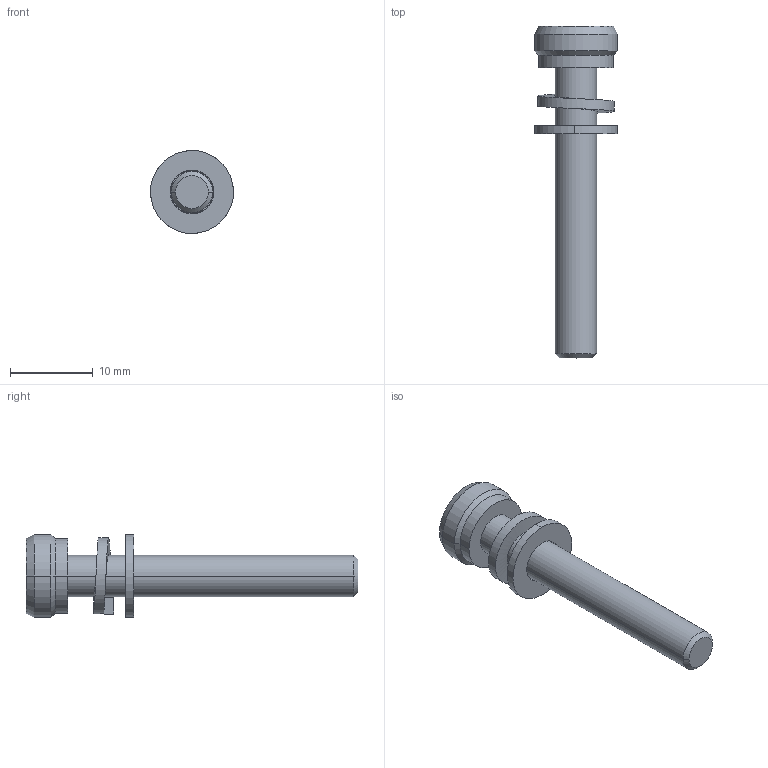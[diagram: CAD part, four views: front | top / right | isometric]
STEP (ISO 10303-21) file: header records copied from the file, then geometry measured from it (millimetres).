
FILE_DESCRIPTION (( 'STEP AP203' ), '1' );
FILE_NAME ('C-1029-TR6-5-35.STEP', '2016-11-29T05:34:08', ( '' ), ( '' ), 'SwSTEP 2.0', 'SolidWorks 2014', '' );
FILE_SCHEMA (( 'CONFIG_CONTROL_DESIGN' ));
Length unit declared in the file: millimetre
Products named in the file (4): C-1029-TR6-5_スプリングワッシャー; C-1029-TR6-5-35; C-1029-TR6-5_ねじ_C-1029-TR6-5-L35; C-1029-TR6-5_平ワッシャー
Assembly tree (3 placements, depth 2):
  C-1029-TR6-5-35
    C-1029-TR6-5_ねじ_C-1029-TR6-5-L35
    C-1029-TR6-5_スプリングワッシャー
    C-1029-TR6-5_平ワッシャー
Bounding box: 10 x 40 x 10 mm (x, y, z)
Volume: 1138.2 mm3; surface area: 1177.8 mm2
Topology: 3 solids, 3 shells, 45 faces, 103 edges, 66 vertices
Faces by surface type: plane 20, cylinder 12, cone 10, bspline 3
Entity records: 1858 total; most frequent: CARTESIAN_POINT 443, DIRECTION 217, ORIENTED_EDGE 206, EDGE_CURVE 103, AXIS2_PLACEMENT_3D 80, VERTEX_POINT 66, VECTOR 57, LINE 57
